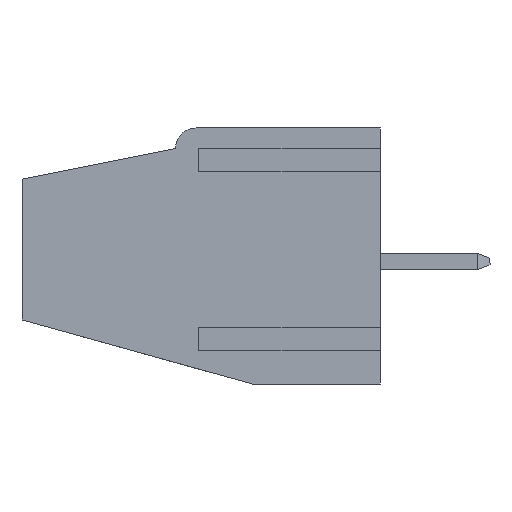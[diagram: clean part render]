
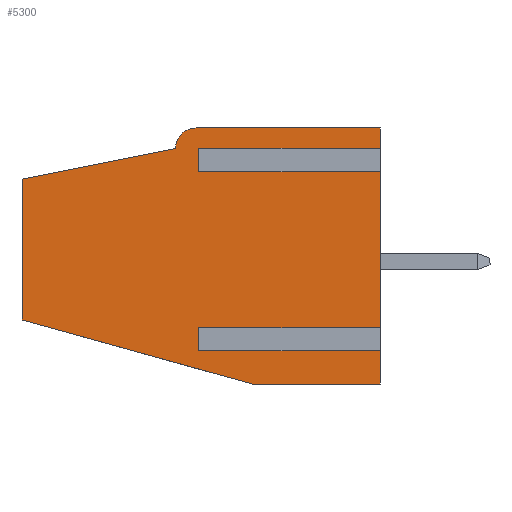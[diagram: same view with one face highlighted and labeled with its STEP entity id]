
A CAD part, left-side view. The second image highlights one B-rep face of the part: STEP entity #5300.
In plain terms, the highlighted planar face has unit normal (-1, 0, 0).
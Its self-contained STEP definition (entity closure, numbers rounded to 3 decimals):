
#693 = CARTESIAN_POINT ( 'NONE',  ( -7.62, 0., 5.1 ) ) ;
#694 = CARTESIAN_POINT ( 'NONE',  ( -7.62, 0., 4.1 ) ) ;
#699 = CARTESIAN_POINT ( 'NONE',  ( -7.62, 0., 3.6 ) ) ;
#700 = CARTESIAN_POINT ( 'NONE',  ( -7.62, 0., -2.9 ) ) ;
#703 = CARTESIAN_POINT ( 'NONE',  ( -7.62, 0., -3.4 ) ) ;
#704 = CARTESIAN_POINT ( 'NONE',  ( -7.62, 0., -4.9 ) ) ;
#731 = CARTESIAN_POINT ( 'NONE',  ( -7.62, 7.1, -3.4 ) ) ;
#789 = VECTOR ( 'NONE', #4415, 1000. ) ;
#900 = VECTOR ( 'NONE', #4654, 1000. ) ;
#907 = VECTOR ( 'NONE', #4675, 1000. ) ;
#1085 = FACE_OUTER_BOUND ( 'NONE', #3200, .T. ) ;
#1088 = AXIS2_PLACEMENT_3D ( 'NONE', #10863, #10864, #10865 ) ;
#1277 = VECTOR ( 'NONE', #4002, 1000. ) ;
#1288 = VECTOR ( 'NONE', #4032, 1000. ) ;
#1446 = VECTOR ( 'NONE', #9725, 1000. ) ;
#1448 = VECTOR ( 'NONE', #9731, 1000. ) ;
#1450 = VECTOR ( 'NONE', #9737, 1000. ) ;
#1453 = VECTOR ( 'NONE', #9746, 1000. ) ;
#1454 = AXIS2_PLACEMENT_3D ( 'NONE', #9719, #9762, #9763 ) ;
#1457 = VECTOR ( 'NONE', #9755, 1000. ) ;
#1460 = VECTOR ( 'NONE', #9761, 1000. ) ;
#1461 = VECTOR ( 'NONE', #9767, 1000. ) ;
#1462 = VECTOR ( 'NONE', #9770, 1000. ) ;
#1463 = VECTOR ( 'NONE', #9773, 1000. ) ;
#2703 = VERTEX_POINT ( 'NONE', #731 ) ;
#2762 = VERTEX_POINT ( 'NONE', #704 ) ;
#2763 = VERTEX_POINT ( 'NONE', #703 ) ;
#2766 = VERTEX_POINT ( 'NONE', #700 ) ;
#2767 = VERTEX_POINT ( 'NONE', #699 ) ;
#2771 = VERTEX_POINT ( 'NONE', #694 ) ;
#2772 = VERTEX_POINT ( 'NONE', #693 ) ;
#2994 = VERTEX_POINT ( 'NONE', #9185 ) ;
#3018 = VERTEX_POINT ( 'NONE', #9204 ) ;
#3200 = EDGE_LOOP ( 'NONE', ( #6365, #6363, #6364, #6362, #6361, #6359, #6360, #6358, #6357, #6356, #6355, #6354, #6352, #6351, #6353 ) ) ;
#3371 = EDGE_CURVE ( 'NONE', #6483, #2762, #9723, .T. ) ;
#3373 = EDGE_CURVE ( 'NONE', #2703, #2763, #9729, .T. ) ;
#3375 = EDGE_CURVE ( 'NONE', #2994, #2766, #9735, .T. ) ;
#3378 = EDGE_CURVE ( 'NONE', #6481, #2767, #9744, .T. ) ;
#3381 = EDGE_CURVE ( 'NONE', #6479, #2771, #9753, .T. ) ;
#3383 = EDGE_CURVE ( 'NONE', #6478, #6477, #9759, .T. ) ;
#3384 = EDGE_CURVE ( 'NONE', #3018, #6478, #5311, .T. ) ;
#3385 = EDGE_CURVE ( 'NONE', #6476, #6477, #9765, .T. ) ;
#3386 = EDGE_CURVE ( 'NONE', #6476, #6483, #9768, .T. ) ;
#3387 = EDGE_CURVE ( 'NONE', #6481, #6479, #9771, .T. ) ;
#3764 = EDGE_CURVE ( 'NONE', #2771, #2772, #4000, .T. ) ;
#3774 = EDGE_CURVE ( 'NONE', #2766, #2767, #4030, .T. ) ;
#3790 = EDGE_CURVE ( 'NONE', #2762, #2763, #4413, .T. ) ;
#4000 = LINE ( 'NONE', #4001, #1277 ) ;
#4001 = CARTESIAN_POINT ( 'NONE',  ( -7.62, 0., 4.1 ) ) ;
#4002 = DIRECTION ( 'NONE',  ( 0., 0., 1. ) ) ;
#4030 = LINE ( 'NONE', #4031, #1288 ) ;
#4031 = CARTESIAN_POINT ( 'NONE',  ( -7.62, 0., -2.9 ) ) ;
#4032 = DIRECTION ( 'NONE',  ( 0., 0., 1. ) ) ;
#4301 = EDGE_CURVE ( 'NONE', #3018, #2772, #4652, .T. ) ;
#4321 = EDGE_CURVE ( 'NONE', #2703, #2994, #4673, .T. ) ;
#4413 = LINE ( 'NONE', #4414, #789 ) ;
#4414 = CARTESIAN_POINT ( 'NONE',  ( -7.62, 0., -4.9 ) ) ;
#4415 = DIRECTION ( 'NONE',  ( 0., 0., 1. ) ) ;
#4652 = LINE ( 'NONE', #4653, #900 ) ;
#4653 = CARTESIAN_POINT ( 'NONE',  ( -7.62, 7.1, 5.1 ) ) ;
#4654 = DIRECTION ( 'NONE',  ( 0., -1., 0. ) ) ;
#4673 = LINE ( 'NONE', #4674, #907 ) ;
#4674 = CARTESIAN_POINT ( 'NONE',  ( -7.62, 7.1, -4.9 ) ) ;
#4675 = DIRECTION ( 'NONE',  ( 0., 0., 1. ) ) ;
#5300 = ADVANCED_FACE ( 'NONE', ( #1085 ), #10862, .F. ) ;
#5311 = CIRCLE ( 'NONE', #1454, 0.8 ) ;
#6351 = ORIENTED_EDGE ( 'NONE', *, *, #3764, .T. ) ;
#6352 = ORIENTED_EDGE ( 'NONE', *, *, #3381, .T. ) ;
#6353 = ORIENTED_EDGE ( 'NONE', *, *, #4301, .F. ) ;
#6354 = ORIENTED_EDGE ( 'NONE', *, *, #3387, .T. ) ;
#6355 = ORIENTED_EDGE ( 'NONE', *, *, #3378, .F. ) ;
#6356 = ORIENTED_EDGE ( 'NONE', *, *, #3774, .T. ) ;
#6357 = ORIENTED_EDGE ( 'NONE', *, *, #3375, .T. ) ;
#6358 = ORIENTED_EDGE ( 'NONE', *, *, #4321, .T. ) ;
#6359 = ORIENTED_EDGE ( 'NONE', *, *, #3790, .T. ) ;
#6360 = ORIENTED_EDGE ( 'NONE', *, *, #3373, .F. ) ;
#6361 = ORIENTED_EDGE ( 'NONE', *, *, #3371, .T. ) ;
#6362 = ORIENTED_EDGE ( 'NONE', *, *, #3386, .T. ) ;
#6363 = ORIENTED_EDGE ( 'NONE', *, *, #3383, .T. ) ;
#6364 = ORIENTED_EDGE ( 'NONE', *, *, #3385, .F. ) ;
#6365 = ORIENTED_EDGE ( 'NONE', *, *, #3384, .T. ) ;
#6476 = VERTEX_POINT ( 'NONE', #10944 ) ;
#6477 = VERTEX_POINT ( 'NONE', #10945 ) ;
#6478 = VERTEX_POINT ( 'NONE', #10946 ) ;
#6479 = VERTEX_POINT ( 'NONE', #10947 ) ;
#6481 = VERTEX_POINT ( 'NONE', #10949 ) ;
#6483 = VERTEX_POINT ( 'NONE', #10951 ) ;
#9185 = CARTESIAN_POINT ( 'NONE',  ( -7.62, 7.1, -2.9 ) ) ;
#9204 = CARTESIAN_POINT ( 'NONE',  ( -7.62, 7.2, 5.1 ) ) ;
#9719 = CARTESIAN_POINT ( 'NONE',  ( -7.62, 7.2, 4.3 ) ) ;
#9723 = LINE ( 'NONE', #9724, #1446 ) ;
#9724 = CARTESIAN_POINT ( 'NONE',  ( -7.62, 7.1, -4.9 ) ) ;
#9725 = DIRECTION ( 'NONE',  ( 0., -1., 0. ) ) ;
#9729 = LINE ( 'NONE', #9730, #1448 ) ;
#9730 = CARTESIAN_POINT ( 'NONE',  ( -7.62, 7.1, -3.4 ) ) ;
#9731 = DIRECTION ( 'NONE',  ( 0., -1., 0. ) ) ;
#9735 = LINE ( 'NONE', #9736, #1450 ) ;
#9736 = CARTESIAN_POINT ( 'NONE',  ( -7.62, 7.1, -2.9 ) ) ;
#9737 = DIRECTION ( 'NONE',  ( 0., -1., 0. ) ) ;
#9744 = LINE ( 'NONE', #9745, #1453 ) ;
#9745 = CARTESIAN_POINT ( 'NONE',  ( -7.62, 7.1, 3.6 ) ) ;
#9746 = DIRECTION ( 'NONE',  ( 0., -1., 0. ) ) ;
#9753 = LINE ( 'NONE', #9754, #1457 ) ;
#9754 = CARTESIAN_POINT ( 'NONE',  ( -7.62, 7.1, 4.1 ) ) ;
#9755 = DIRECTION ( 'NONE',  ( 0., -1., 0. ) ) ;
#9759 = LINE ( 'NONE', #9760, #1460 ) ;
#9760 = CARTESIAN_POINT ( 'NONE',  ( -7.62, 14., 3.1 ) ) ;
#9761 = DIRECTION ( 'NONE',  ( 0., 0.981, -0.196 ) ) ;
#9762 = DIRECTION ( 'NONE',  ( -1., 0., 0. ) ) ;
#9763 = DIRECTION ( 'NONE',  ( 0., 0., -1. ) ) ;
#9765 = LINE ( 'NONE', #9766, #1461 ) ;
#9766 = CARTESIAN_POINT ( 'NONE',  ( -7.62, 14., -4.9 ) ) ;
#9767 = DIRECTION ( 'NONE',  ( 0., 0., 1. ) ) ;
#9768 = LINE ( 'NONE', #9769, #1462 ) ;
#9769 = CARTESIAN_POINT ( 'NONE',  ( -7.62, 14., -2.4 ) ) ;
#9770 = DIRECTION ( 'NONE',  ( 0., -0.964, -0.268 ) ) ;
#9771 = LINE ( 'NONE', #9772, #1463 ) ;
#9772 = CARTESIAN_POINT ( 'NONE',  ( -7.62, 7.1, -4.9 ) ) ;
#9773 = DIRECTION ( 'NONE',  ( 0., 0., 1. ) ) ;
#10862 = PLANE ( 'NONE',  #1088 ) ;
#10863 = CARTESIAN_POINT ( 'NONE',  ( -7.62, 7.1, 4.1 ) ) ;
#10864 = DIRECTION ( 'NONE',  ( 1., 0., 0. ) ) ;
#10865 = DIRECTION ( 'NONE',  ( 0., 0., -1. ) ) ;
#10944 = CARTESIAN_POINT ( 'NONE',  ( -7.62, 14., -2.4 ) ) ;
#10945 = CARTESIAN_POINT ( 'NONE',  ( -7.62, 14., 3.1 ) ) ;
#10946 = CARTESIAN_POINT ( 'NONE',  ( -7.62, 8., 4.3 ) ) ;
#10947 = CARTESIAN_POINT ( 'NONE',  ( -7.62, 7.1, 4.1 ) ) ;
#10949 = CARTESIAN_POINT ( 'NONE',  ( -7.62, 7.1, 3.6 ) ) ;
#10951 = CARTESIAN_POINT ( 'NONE',  ( -7.62, 5., -4.9 ) ) ;
